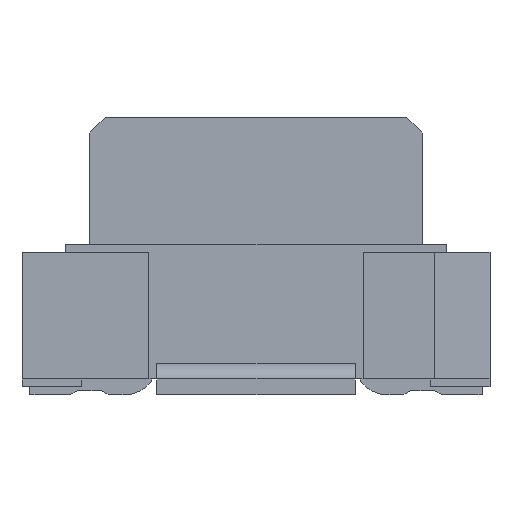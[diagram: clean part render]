
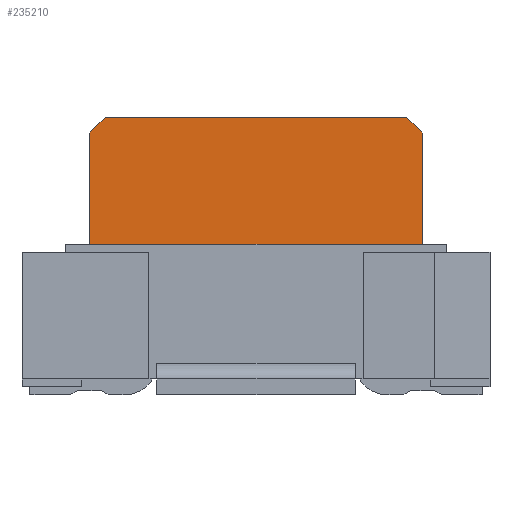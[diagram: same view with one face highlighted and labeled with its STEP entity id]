
A CAD part, front view. The second image highlights one B-rep face of the part: STEP entity #235210.
In plain terms, the highlighted planar face has unit normal (0, -1, 0).
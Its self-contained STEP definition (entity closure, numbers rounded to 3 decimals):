
#56750=CARTESIAN_POINT('',(-3.459,-19.55,1.808));
#56760=VERTEX_POINT('',#56750);
#56790=CARTESIAN_POINT('',(0.,-19.55,1.808));
#56800=DIRECTION('',(1.,0.,0.));
#56810=VECTOR('',#56800,1.);
#56820=LINE('',#56790,#56810);
#56830=CARTESIAN_POINT('',(-3.259,-19.55,1.808));
#56840=VERTEX_POINT('',#56830);
#56850=EDGE_CURVE('',#56760,#56840,#56820,.T.);
#57070=CARTESIAN_POINT('',(0.541,-19.55,1.808));
#57080=VERTEX_POINT('',#57070);
#57110=CARTESIAN_POINT('',(0.741,-19.55,1.808));
#57120=VERTEX_POINT('',#57110);
#57130=EDGE_CURVE('',#57080,#57120,#56820,.T.);
#77420=CARTESIAN_POINT('',(-1.451,-19.55,0.));
#77430=DIRECTION('',(0.707,0.,-0.707));
#77440=VECTOR('',#77430,1.);
#77450=LINE('',#77420,#77440);
#77460=CARTESIAN_POINT('',(-3.159,-19.55,1.708));
#77470=VERTEX_POINT('',#77460);
#77480=EDGE_CURVE('',#56840,#77470,#77450,.T.);
#96390=CARTESIAN_POINT('',(0.541,-19.55,3.508));
#96400=VERTEX_POINT('',#96390);
#96550=CARTESIAN_POINT('',(0.741,-19.55,3.308));
#96560=VERTEX_POINT('',#96550);
#96590=CARTESIAN_POINT('',(4.049,-19.55,0.));
#96600=DIRECTION('',(0.707,0.,-0.707));
#96610=VECTOR('',#96600,1.);
#96620=LINE('',#96590,#96610);
#96630=EDGE_CURVE('',#96400,#96560,#96620,.T.);
#103000=CARTESIAN_POINT('',(0.441,-19.55,1.708));
#103010=VERTEX_POINT('',#103000);
#103090=CARTESIAN_POINT('',(0.441,-19.55,1.308));
#103100=VERTEX_POINT('',#103090);
#103130=CARTESIAN_POINT('',(0.441,-19.55,0.));
#103140=DIRECTION('',(0.,0.,-1.));
#103150=VECTOR('',#103140,1.);
#103160=LINE('',#103130,#103150);
#103170=EDGE_CURVE('',#103010,#103100,#103160,.T.);
#134060=CARTESIAN_POINT('',(-1.267,-19.55,0.));
#134070=DIRECTION('',(0.707,0.,0.707));
#134080=VECTOR('',#134070,1.);
#134090=LINE('',#134060,#134080);
#134100=EDGE_CURVE('',#103010,#57080,#134090,.T.);
#141110=CARTESIAN_POINT('',(-3.159,-19.55,0.));
#141120=DIRECTION('',(0.,0.,1.));
#141130=VECTOR('',#141120,1.);
#141140=LINE('',#141110,#141130);
#141150=CARTESIAN_POINT('',(-3.159,-19.55,1.308));
#141160=VERTEX_POINT('',#141150);
#141170=EDGE_CURVE('',#141160,#77470,#141140,.T.);
#205960=CARTESIAN_POINT('',(0.,-19.55,1.308));
#205970=DIRECTION('',(1.,0.,0.));
#205980=VECTOR('',#205970,1.);
#205990=LINE('',#205960,#205980);
#206000=EDGE_CURVE('',#141160,#103100,#205990,.T.);
#207510=CARTESIAN_POINT('',(0.,-19.55,3.508));
#207520=DIRECTION('',(1.,0.,0.));
#207530=VECTOR('',#207520,1.);
#207540=LINE('',#207510,#207530);
#207550=CARTESIAN_POINT('',(-3.259,-19.55,3.508));
#207560=VERTEX_POINT('',#207550);
#207570=EDGE_CURVE('',#207560,#96400,#207540,.T.);
#234850=CARTESIAN_POINT('',(0.741,-19.55,1.808));
#234860=DIRECTION('',(-0.,-1.,-0.));
#234870=DIRECTION('',(-1.,0.,0.));
#234880=AXIS2_PLACEMENT_3D('',#234850,#234860,#234870);
#234890=PLANE('',#234880);
#234900=CARTESIAN_POINT('',(-6.767,-19.55,0.));
#234910=DIRECTION('',(0.707,0.,0.707));
#234920=VECTOR('',#234910,1.);
#234930=LINE('',#234900,#234920);
#234940=CARTESIAN_POINT('',(-3.459,-19.55,3.308));
#234950=VERTEX_POINT('',#234940);
#234960=EDGE_CURVE('',#234950,#207560,#234930,.T.);
#234970=ORIENTED_EDGE('',*,*,#234960,.F.);
#234980=ORIENTED_EDGE('',*,*,#207570,.F.);
#234990=ORIENTED_EDGE('',*,*,#96630,.F.);
#235000=CARTESIAN_POINT('',(0.741,-19.55,0.));
#235010=DIRECTION('',(0.,0.,-1.));
#235020=VECTOR('',#235010,1.);
#235030=LINE('',#235000,#235020);
#235040=EDGE_CURVE('',#96560,#57120,#235030,.T.);
#235050=ORIENTED_EDGE('',*,*,#235040,.F.);
#235060=ORIENTED_EDGE('',*,*,#57130,.T.);
#235070=ORIENTED_EDGE('',*,*,#134100,.T.);
#235080=ORIENTED_EDGE('',*,*,#103170,.F.);
#235090=ORIENTED_EDGE('',*,*,#206000,.T.);
#235100=ORIENTED_EDGE('',*,*,#141170,.F.);
#235110=ORIENTED_EDGE('',*,*,#77480,.T.);
#235120=ORIENTED_EDGE('',*,*,#56850,.T.);
#235130=CARTESIAN_POINT('',(-3.459,-19.55,0.));
#235140=DIRECTION('',(0.,0.,1.));
#235150=VECTOR('',#235140,1.);
#235160=LINE('',#235130,#235150);
#235170=EDGE_CURVE('',#56760,#234950,#235160,.T.);
#235180=ORIENTED_EDGE('',*,*,#235170,.F.);
#235190=EDGE_LOOP('',(#235180,#235120,#235110,#235100,#235090,#235080,
#235070,#235060,#235050,#234990,#234980,#234970));
#235200=FACE_OUTER_BOUND('',#235190,.T.);
#235210=ADVANCED_FACE('',(#235200),#234890,.T.);
